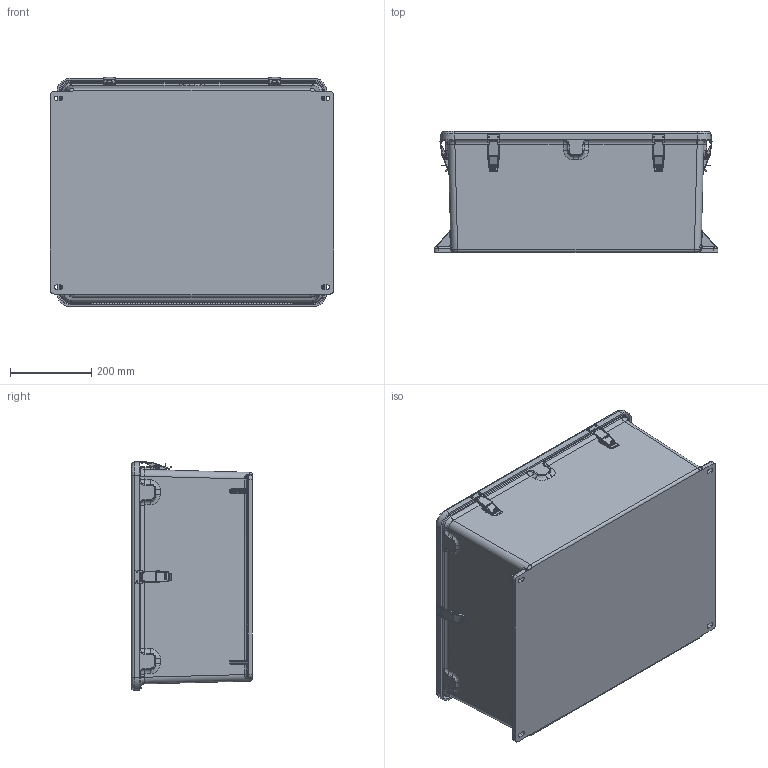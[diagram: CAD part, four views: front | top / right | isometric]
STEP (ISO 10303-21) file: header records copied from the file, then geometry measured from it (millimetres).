
FILE_DESCRIPTION(/* description */ (''),/* implementation_level */ '2;1');
FILE_NAME(/* name */ 'HW-J242010CHQR.stp',/* time_stamp */ '2016-08-16T10:32:00-05:00',/* author */ ('lieb_t'),/* organization */ (''),/* preprocessor_version */ 'ST-DEVELOPER v16.5',/* originating_system */ 'Autodesk Inventor 2017',/* authorisation */ '');
FILE_SCHEMA (('AUTOMOTIVE_DESIGN { 1 0 10303 214 3 1 1 }'));
Length unit declared in the file: inch
Products named in the file (19): HW-J242010CHQR; WP2420H&LBOX; RMINS25020A12-18; RMLATPLSSL; Part3; Part2; Part2_1; LATCH HINGE; Part5; WP2420HLU; WPJ242010WCOVER08-05-10; WP2420seal; RMKEEPSSL; RMKEEPJHPL; RMHING19-1/2; RMHINGBOX19.5; RMHINGCOV19.5; RMHINGPIN19.5; RMRIV44
Assembly tree (42 placements, depth 3):
  HW-J242010CHQR
    WP2420H&LBOX
    RMINS25020A12-18  x4
    RMLATPLSSL  x4
      Part3
      Part2
      Part2_1
      LATCH HINGE
      Part5
      RMRIV44
    WP2420HLU
      WPJ242010WCOVER08-05-10
      WP2420seal
    RMKEEPSSL  x4
      RMRIV44
      RMKEEPJHPL
    RMHING19-1/2
      RMHINGBOX19.5
      RMHINGCOV19.5
      RMHINGPIN19.5
      RMRIV44  x12
Bounding box: 698.5 x 297.21 x 564.47 mm (x, y, z)
Volume: 7570950.5 mm3; surface area: 3002176.6 mm2
Topology: 62 solids, 62 shells, 2139 faces, 5383 edges, 3408 vertices
Faces by surface type: cylinder 878, plane 803, bspline 204, torus 156, cone 58, sphere 40
Full cylindrical faces by diameter (mm): 2.159 x79, 2.64 x28, 3.048 x4, 3.175 x28, 3.302 x8, 3.327 x12, 3.429 x36, 3.531 x28, 3.556 x8, 4.306 x8, 5.182 x4, 7.62 x8, 7.874 x2, 7.95 x4, 9.525 x4, 9.931 x4
Entity records: 48349 total; most frequent: CARTESIAN_POINT 13493, DIRECTION 7403, ORIENTED_EDGE 6762, EDGE_CURVE 3381, AXIS2_PLACEMENT_3D 2847, VERTEX_POINT 2188, EDGE_LOOP 1889, LINE 1709
